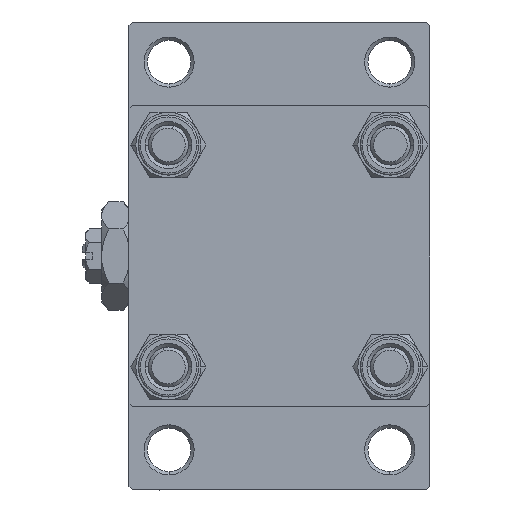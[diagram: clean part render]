
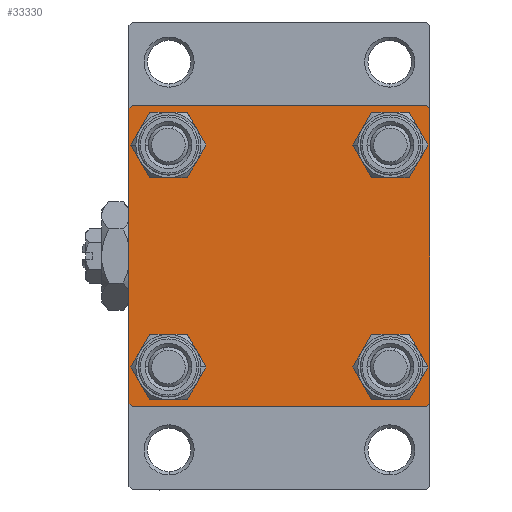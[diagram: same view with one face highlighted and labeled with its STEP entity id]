
A CAD part, left-side view. The second image highlights one B-rep face of the part: STEP entity #33330.
In plain terms, the highlighted planar face has unit normal (-1, 0, 0).
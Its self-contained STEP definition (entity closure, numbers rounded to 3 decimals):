
#261 = DIRECTION ( 'NONE',  ( 1., 0., 0. ) ) ;
#934 = CARTESIAN_POINT ( 'NONE',  ( 0., -16.6, 20.1 ) ) ;
#1157 = VERTEX_POINT ( 'NONE', #3156 ) ;
#1192 = CARTESIAN_POINT ( 'NONE',  ( 0., -16.6, 13.1 ) ) ;
#1525 = EDGE_CURVE ( 'NONE', #48544, #34357, #22864, .T. ) ;
#1535 = VERTEX_POINT ( 'NONE', #11779 ) ;
#1833 = ORIENTED_EDGE ( 'NONE', *, *, #47319, .T. ) ;
#2307 = DIRECTION ( 'NONE',  ( 1., 0., 0. ) ) ;
#2322 = EDGE_LOOP ( 'NONE', ( #21596, #15616 ) ) ;
#2394 = AXIS2_PLACEMENT_3D ( 'NONE', #43860, #9275, #27800 ) ;
#2819 = CARTESIAN_POINT ( 'NONE',  ( 0., -22.5, 22.5 ) ) ;
#2954 = LINE ( 'NONE', #14712, #45861 ) ;
#3156 = CARTESIAN_POINT ( 'NONE',  ( 0., 16.6, 20.1 ) ) ;
#3265 = DIRECTION ( 'NONE',  ( 0., 0., 1. ) ) ;
#3684 = AXIS2_PLACEMENT_3D ( 'NONE', #42083, #26534, #7774 ) ;
#3701 = CARTESIAN_POINT ( 'NONE',  ( 0., -22.5, 22. ) ) ;
#4271 = DIRECTION ( 'NONE',  ( 1., 0., 0. ) ) ;
#4334 = ORIENTED_EDGE ( 'NONE', *, *, #40701, .T. ) ;
#4344 = CARTESIAN_POINT ( 'NONE',  ( 0., -16.6, -20.1 ) ) ;
#4414 = VERTEX_POINT ( 'NONE', #40776 ) ;
#4705 = VECTOR ( 'NONE', #40468, 1000. ) ;
#4730 = CARTESIAN_POINT ( 'NONE',  ( 0., 22.5, 22.5 ) ) ;
#6535 = VERTEX_POINT ( 'NONE', #26219 ) ;
#6648 = LINE ( 'NONE', #33175, #4705 ) ;
#7429 = DIRECTION ( 'NONE',  ( 0., 0., 1. ) ) ;
#7518 = DIRECTION ( 'NONE',  ( 1., 0., 0. ) ) ;
#7774 = DIRECTION ( 'NONE',  ( 0., 0., 1. ) ) ;
#8078 = ORIENTED_EDGE ( 'NONE', *, *, #36344, .F. ) ;
#8428 = CIRCLE ( 'NONE', #39599, 3.5 ) ;
#8860 = LINE ( 'NONE', #24109, #28940 ) ;
#9275 = DIRECTION ( 'NONE',  ( 1., 0., 0. ) ) ;
#9348 = ORIENTED_EDGE ( 'NONE', *, *, #15531, .T. ) ;
#9496 = CARTESIAN_POINT ( 'NONE',  ( 0., 16.6, 13.1 ) ) ;
#9528 = CIRCLE ( 'NONE', #10300, 3.5 ) ;
#9675 = EDGE_LOOP ( 'NONE', ( #32351, #20107, #25521, #22383, #8078, #9348, #20538, #9963 ) ) ;
#9831 = VERTEX_POINT ( 'NONE', #23305 ) ;
#9963 = ORIENTED_EDGE ( 'NONE', *, *, #20076, .T. ) ;
#10135 = VERTEX_POINT ( 'NONE', #20228 ) ;
#10231 = EDGE_CURVE ( 'NONE', #6535, #4414, #8428, .T. ) ;
#10300 = AXIS2_PLACEMENT_3D ( 'NONE', #19465, #38754, #30475 ) ;
#10435 = DIRECTION ( 'NONE',  ( 1., 0., 0. ) ) ;
#11379 = EDGE_LOOP ( 'NONE', ( #49284, #4334 ) ) ;
#11779 = CARTESIAN_POINT ( 'NONE',  ( 0., -22., -22.5 ) ) ;
#11970 = CIRCLE ( 'NONE', #2394, 3.5 ) ;
#13185 = EDGE_CURVE ( 'NONE', #34060, #31870, #39046, .T. ) ;
#13366 = LINE ( 'NONE', #44428, #35777 ) ;
#13762 = ORIENTED_EDGE ( 'NONE', *, *, #38345, .T. ) ;
#14356 = AXIS2_PLACEMENT_3D ( 'NONE', #32113, #2307, #47679 ) ;
#14579 = VECTOR ( 'NONE', #27207, 1000. ) ;
#14712 = CARTESIAN_POINT ( 'NONE',  ( 0., 22.25, -22.25 ) ) ;
#15257 = VERTEX_POINT ( 'NONE', #934 ) ;
#15531 = EDGE_CURVE ( 'NONE', #38789, #16537, #13366, .T. ) ;
#15616 = ORIENTED_EDGE ( 'NONE', *, *, #1525, .T. ) ;
#15907 = PLANE ( 'NONE',  #35378 ) ;
#16537 = VERTEX_POINT ( 'NONE', #19346 ) ;
#17992 = VECTOR ( 'NONE', #36909, 1000. ) ;
#19346 = CARTESIAN_POINT ( 'NONE',  ( 0., -22., 22.5 ) ) ;
#19465 = CARTESIAN_POINT ( 'NONE',  ( 0., -16.6, 16.6 ) ) ;
#19927 = CARTESIAN_POINT ( 'NONE',  ( 0., 0., 0. ) ) ;
#20076 = EDGE_CURVE ( 'NONE', #28916, #34060, #23997, .T. ) ;
#20107 = ORIENTED_EDGE ( 'NONE', *, *, #35736, .T. ) ;
#20197 = LINE ( 'NONE', #23953, #14579 ) ;
#20228 = CARTESIAN_POINT ( 'NONE',  ( 0., 22., -22.5 ) ) ;
#20538 = ORIENTED_EDGE ( 'NONE', *, *, #22373, .F. ) ;
#21457 = DIRECTION ( 'NONE',  ( 0., 0., 1. ) ) ;
#21596 = ORIENTED_EDGE ( 'NONE', *, *, #46905, .T. ) ;
#22363 = CIRCLE ( 'NONE', #14356, 3.5 ) ;
#22373 = EDGE_CURVE ( 'NONE', #28916, #16537, #6648, .T. ) ;
#22383 = ORIENTED_EDGE ( 'NONE', *, *, #33986, .T. ) ;
#22554 = DIRECTION ( 'NONE',  ( 0., 0., 1. ) ) ;
#22864 = CIRCLE ( 'NONE', #25258, 3.5 ) ;
#23111 = EDGE_CURVE ( 'NONE', #1157, #29657, #25513, .T. ) ;
#23301 = CARTESIAN_POINT ( 'NONE',  ( 0., 16.6, 16.6 ) ) ;
#23305 = CARTESIAN_POINT ( 'NONE',  ( 0., -22.5, -22. ) ) ;
#23498 = EDGE_CURVE ( 'NONE', #15257, #42892, #9528, .T. ) ;
#23676 = FACE_BOUND ( 'NONE', #42939, .T. ) ;
#23953 = CARTESIAN_POINT ( 'NONE',  ( 0., 22.5, -22.5 ) ) ;
#23997 = LINE ( 'NONE', #24237, #30198 ) ;
#24039 = CARTESIAN_POINT ( 'NONE',  ( 0., 22.5, -22. ) ) ;
#24109 = CARTESIAN_POINT ( 'NONE',  ( 0., -22.25, -22.25 ) ) ;
#24237 = CARTESIAN_POINT ( 'NONE',  ( 0., 22.25, 22.25 ) ) ;
#25258 = AXIS2_PLACEMENT_3D ( 'NONE', #46626, #261, #46115 ) ;
#25513 = CIRCLE ( 'NONE', #32705, 3.5 ) ;
#25521 = ORIENTED_EDGE ( 'NONE', *, *, #34941, .T. ) ;
#25531 = ORIENTED_EDGE ( 'NONE', *, *, #10231, .T. ) ;
#26023 = CARTESIAN_POINT ( 'NONE',  ( 0., 16.6, 16.6 ) ) ;
#26219 = CARTESIAN_POINT ( 'NONE',  ( 0., 16.6, -20.1 ) ) ;
#26534 = DIRECTION ( 'NONE',  ( 1., 0., 0. ) ) ;
#27207 = DIRECTION ( 'NONE',  ( 0., -1., 0. ) ) ;
#27800 = DIRECTION ( 'NONE',  ( 0., 0., 1. ) ) ;
#28916 = VERTEX_POINT ( 'NONE', #46539 ) ;
#28940 = VECTOR ( 'NONE', #39399, 1000. ) ;
#29657 = VERTEX_POINT ( 'NONE', #9496 ) ;
#29812 = CARTESIAN_POINT ( 'NONE',  ( 0., 22.5, 22. ) ) ;
#30198 = VECTOR ( 'NONE', #39294, 1000. ) ;
#30475 = DIRECTION ( 'NONE',  ( 0., 0., 1. ) ) ;
#31496 = DIRECTION ( 'NONE',  ( 0., 0., -1. ) ) ;
#31870 = VERTEX_POINT ( 'NONE', #24039 ) ;
#32113 = CARTESIAN_POINT ( 'NONE',  ( 0., 16.6, -16.6 ) ) ;
#32351 = ORIENTED_EDGE ( 'NONE', *, *, #13185, .T. ) ;
#32705 = AXIS2_PLACEMENT_3D ( 'NONE', #26023, #7518, #3265 ) ;
#32718 = CARTESIAN_POINT ( 'NONE',  ( 0., 16.6, -16.6 ) ) ;
#32866 = ORIENTED_EDGE ( 'NONE', *, *, #23498, .T. ) ;
#32876 = DIRECTION ( 'NONE',  ( 0., 0.707, 0.707 ) ) ;
#33175 = CARTESIAN_POINT ( 'NONE',  ( 0., 22.5, 22.5 ) ) ;
#33330 = ADVANCED_FACE ( 'NONE', ( #41984, #42240, #23676, #37976, #35215 ), #15907, .T. ) ;
#33986 = EDGE_CURVE ( 'NONE', #1535, #9831, #8860, .T. ) ;
#34060 = VERTEX_POINT ( 'NONE', #29812 ) ;
#34357 = VERTEX_POINT ( 'NONE', #38519 ) ;
#34941 = EDGE_CURVE ( 'NONE', #10135, #1535, #20197, .T. ) ;
#35215 = FACE_OUTER_BOUND ( 'NONE', #9675, .T. ) ;
#35378 = AXIS2_PLACEMENT_3D ( 'NONE', #19927, #42740, #7429 ) ;
#35736 = EDGE_CURVE ( 'NONE', #31870, #10135, #2954, .T. ) ;
#35777 = VECTOR ( 'NONE', #32876, 1000. ) ;
#36344 = EDGE_CURVE ( 'NONE', #38789, #9831, #40655, .T. ) ;
#36909 = DIRECTION ( 'NONE',  ( 0., 0., -1. ) ) ;
#37976 = FACE_BOUND ( 'NONE', #11379, .T. ) ;
#38153 = AXIS2_PLACEMENT_3D ( 'NONE', #23301, #4271, #22554 ) ;
#38345 = EDGE_CURVE ( 'NONE', #42892, #15257, #45291, .T. ) ;
#38519 = CARTESIAN_POINT ( 'NONE',  ( 0., -16.6, -13.1 ) ) ;
#38754 = DIRECTION ( 'NONE',  ( 1., 0., 0. ) ) ;
#38789 = VERTEX_POINT ( 'NONE', #3701 ) ;
#38947 = CIRCLE ( 'NONE', #38153, 3.5 ) ;
#39046 = LINE ( 'NONE', #4730, #47745 ) ;
#39294 = DIRECTION ( 'NONE',  ( 0., 0.707, -0.707 ) ) ;
#39399 = DIRECTION ( 'NONE',  ( 0., -0.707, 0.707 ) ) ;
#39599 = AXIS2_PLACEMENT_3D ( 'NONE', #32718, #10435, #21457 ) ;
#40468 = DIRECTION ( 'NONE',  ( 0., -1., 0. ) ) ;
#40655 = LINE ( 'NONE', #2819, #17992 ) ;
#40701 = EDGE_CURVE ( 'NONE', #29657, #1157, #38947, .T. ) ;
#40776 = CARTESIAN_POINT ( 'NONE',  ( 0., 16.6, -13.1 ) ) ;
#41984 = FACE_BOUND ( 'NONE', #43882, .T. ) ;
#42083 = CARTESIAN_POINT ( 'NONE',  ( 0., -16.6, 16.6 ) ) ;
#42240 = FACE_BOUND ( 'NONE', #2322, .T. ) ;
#42740 = DIRECTION ( 'NONE',  ( -1., 0., 0. ) ) ;
#42892 = VERTEX_POINT ( 'NONE', #1192 ) ;
#42939 = EDGE_LOOP ( 'NONE', ( #1833, #25531 ) ) ;
#43860 = CARTESIAN_POINT ( 'NONE',  ( 0., -16.6, -16.6 ) ) ;
#43882 = EDGE_LOOP ( 'NONE', ( #32866, #13762 ) ) ;
#44428 = CARTESIAN_POINT ( 'NONE',  ( 0., -22.25, 22.25 ) ) ;
#45291 = CIRCLE ( 'NONE', #3684, 3.5 ) ;
#45800 = DIRECTION ( 'NONE',  ( 0., -0.707, -0.707 ) ) ;
#45861 = VECTOR ( 'NONE', #45800, 1000. ) ;
#46115 = DIRECTION ( 'NONE',  ( 0., 0., 1. ) ) ;
#46539 = CARTESIAN_POINT ( 'NONE',  ( 0., 22., 22.5 ) ) ;
#46626 = CARTESIAN_POINT ( 'NONE',  ( 0., -16.6, -16.6 ) ) ;
#46905 = EDGE_CURVE ( 'NONE', #34357, #48544, #11970, .T. ) ;
#47319 = EDGE_CURVE ( 'NONE', #4414, #6535, #22363, .T. ) ;
#47679 = DIRECTION ( 'NONE',  ( 0., 0., 1. ) ) ;
#47745 = VECTOR ( 'NONE', #31496, 1000. ) ;
#48544 = VERTEX_POINT ( 'NONE', #4344 ) ;
#49284 = ORIENTED_EDGE ( 'NONE', *, *, #23111, .T. ) ;
